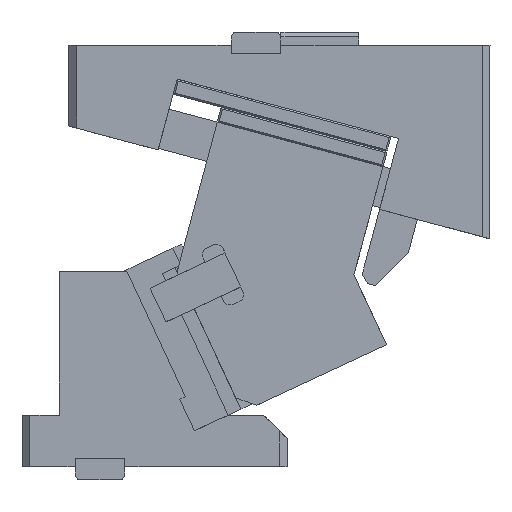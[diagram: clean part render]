
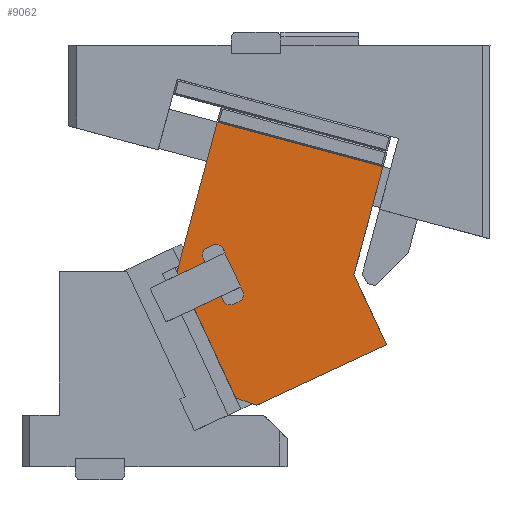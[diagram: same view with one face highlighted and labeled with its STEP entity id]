
A CAD part, front view. The second image highlights one B-rep face of the part: STEP entity #9062.
In plain terms, the highlighted planar face has unit normal (0, -1, 0).
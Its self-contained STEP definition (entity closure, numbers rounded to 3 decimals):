
#8210=CARTESIAN_POINT('Vertex',(233.665,0.,78.128)) ;
#8213=CARTESIAN_POINT('Line Origine',(191.975,0.,58.687)) ;
#8217=CARTESIAN_POINT('Vertex',(150.285,0.,39.247)) ;
#8243=CARTESIAN_POINT('Line Origine',(143.64,0.,41.665)) ;
#8247=CARTESIAN_POINT('Vertex',(136.996,0.,44.084)) ;
#8428=CARTESIAN_POINT('Vertex',(99.402,0.,124.704)) ;
#8431=CARTESIAN_POINT('Line Origine',(112.276,0.,172.749)) ;
#8435=CARTESIAN_POINT('Vertex',(125.149,0.,220.794)) ;
#8464=CARTESIAN_POINT('Vertex',(110.371,0.,101.181)) ;
#8480=CARTESIAN_POINT('Vertex',(100.228,0.,122.933)) ;
#8483=CARTESIAN_POINT('Line Origine',(99.815,0.,123.818)) ;
#8488=CARTESIAN_POINT('Line Origine',(123.683,0.,72.632)) ;
#8620=CARTESIAN_POINT('Vertex',(130.136,0.,136.879)) ;
#8648=CARTESIAN_POINT('Vertex',(117.448,0.,130.962)) ;
#8651=CARTESIAN_POINT('Line Origine',(108.838,0.,126.947)) ;
#8682=CARTESIAN_POINT('Vertex',(127.591,0.,109.211)) ;
#8685=CARTESIAN_POINT('Line Origine',(128.224,0.,107.851)) ;
#8689=CARTESIAN_POINT('Vertex',(128.858,0.,106.492)) ;
#8710=CARTESIAN_POINT('Vertex',(116.18,0.,133.681)) ;
#8713=CARTESIAN_POINT('Line Origine',(116.814,0.,132.322)) ;
#8783=CARTESIAN_POINT('Vertex',(141.547,0.,112.409)) ;
#8786=CARTESIAN_POINT('Line Origine',(140.913,0.,113.768)) ;
#8790=CARTESIAN_POINT('Vertex',(140.279,0.,115.128)) ;
#8798=CARTESIAN_POINT('Line Origine',(129.502,0.,138.238)) ;
#8802=CARTESIAN_POINT('Vertex',(128.868,0.,139.598)) ;
#8837=CARTESIAN_POINT('Vertex',(139.128,0.,105.764)) ;
#8842=CARTESIAN_POINT('Axis2P3D Location',(137.015,0.,110.296)) ;
#8868=CARTESIAN_POINT('Vertex',(135.503,0.,104.074)) ;
#8873=CARTESIAN_POINT('Line Origine',(137.316,0.,104.919)) ;
#8895=CARTESIAN_POINT('Axis2P3D Location',(133.39,0.,108.605)) ;
#8965=CARTESIAN_POINT('Axis2P3D Location',(124.337,0.,137.485)) ;
#8969=CARTESIAN_POINT('Vertex',(122.224,0.,142.016)) ;
#8984=CARTESIAN_POINT('Axis2P3D Location',(185.386,0.,59.098)) ;
#8989=CARTESIAN_POINT('Line Origine',(135.207,0.,126.003)) ;
#8994=CARTESIAN_POINT('Line Origine',(118.981,0.,105.196)) ;
#8999=CARTESIAN_POINT('Line Origine',(223.23,0.,100.506)) ;
#9003=CARTESIAN_POINT('Vertex',(212.795,0.,122.884)) ;
#9006=CARTESIAN_POINT('Line Origine',(222.098,0.,157.604)) ;
#9010=CARTESIAN_POINT('Vertex',(231.401,0.,192.323)) ;
#9013=CARTESIAN_POINT('Line Origine',(178.275,0.,206.558)) ;
#9019=CARTESIAN_POINT('Control Point',(116.18,0.,133.681)) ;
#9020=CARTESIAN_POINT('Control Point',(115.948,0.,134.178)) ;
#9021=CARTESIAN_POINT('Control Point',(115.785,0.,134.706)) ;
#9022=CARTESIAN_POINT('Control Point',(115.695,0.,135.253)) ;
#9023=CARTESIAN_POINT('Control Point',(115.668,0.,136.358)) ;
#9024=CARTESIAN_POINT('Control Point',(115.939,0.,137.43)) ;
#9025=CARTESIAN_POINT('Control Point',(116.147,0.,137.944)) ;
#9026=CARTESIAN_POINT('Control Point',(116.663,0.,138.839)) ;
#9027=CARTESIAN_POINT('Control Point',(117.386,0.,139.573)) ;
#9028=CARTESIAN_POINT('Control Point',(117.761,0.,139.873)) ;
#9029=CARTESIAN_POINT('Control Point',(118.168,0.,140.125)) ;
#9030=CARTESIAN_POINT('Control Point',(118.598,0.,140.326)) ;
#9031=CARTESIAN_POINT('Vertex',(118.598,0.,140.326)) ;
#9034=CARTESIAN_POINT('Line Origine',(120.411,0.,141.171)) ;
#8214=DIRECTION('Vector Direction',(0.906,0.,0.423)) ;
#8244=DIRECTION('Vector Direction',(-0.94,0.,0.342)) ;
#8432=DIRECTION('Vector Direction',(0.259,0.,0.966)) ;
#8484=DIRECTION('Vector Direction',(-0.423,0.,0.906)) ;
#8489=DIRECTION('Vector Direction',(-0.423,0.,0.906)) ;
#8652=DIRECTION('Vector Direction',(0.906,0.,0.423)) ;
#8686=DIRECTION('Vector Direction',(-0.423,0.,0.906)) ;
#8714=DIRECTION('Vector Direction',(-0.423,0.,0.906)) ;
#8787=DIRECTION('Vector Direction',(0.423,0.,-0.906)) ;
#8799=DIRECTION('Vector Direction',(0.423,0.,-0.906)) ;
#8843=DIRECTION('Axis2P3D Direction',(0.,-1.,0.)) ;
#8874=DIRECTION('Vector Direction',(0.906,0.,0.423)) ;
#8896=DIRECTION('Axis2P3D Direction',(0.,-1.,0.)) ;
#8966=DIRECTION('Axis2P3D Direction',(0.,-1.,0.)) ;
#8985=DIRECTION('Axis2P3D Direction',(0.,1.,0.)) ;
#8986=DIRECTION('Axis2P3D XDirection',(-0.423,0.,0.906)) ;
#8990=DIRECTION('Vector Direction',(0.423,0.,-0.906)) ;
#8995=DIRECTION('Vector Direction',(-0.906,0.,-0.423)) ;
#9000=DIRECTION('Vector Direction',(0.423,0.,-0.906)) ;
#9007=DIRECTION('Vector Direction',(-0.259,0.,-0.966)) ;
#9014=DIRECTION('Vector Direction',(-0.966,0.,0.259)) ;
#9035=DIRECTION('Vector Direction',(-0.906,0.,-0.423)) ;
#8844=AXIS2_PLACEMENT_3D('Circle Axis2P3D',#8842,#8843,$) ;
#8897=AXIS2_PLACEMENT_3D('Circle Axis2P3D',#8895,#8896,$) ;
#8967=AXIS2_PLACEMENT_3D('Circle Axis2P3D',#8965,#8966,$) ;
#8987=AXIS2_PLACEMENT_3D('Plane Axis2P3D',#8984,#8985,#8986) ;
#9040=ORIENTED_EDGE('',*,*,#8993,.T.) ;
#9041=ORIENTED_EDGE('',*,*,#8792,.T.) ;
#9042=ORIENTED_EDGE('',*,*,#8846,.F.) ;
#9043=ORIENTED_EDGE('',*,*,#8877,.F.) ;
#9044=ORIENTED_EDGE('',*,*,#8899,.F.) ;
#9045=ORIENTED_EDGE('',*,*,#8691,.F.) ;
#9046=ORIENTED_EDGE('',*,*,#8998,.T.) ;
#9047=ORIENTED_EDGE('',*,*,#8492,.F.) ;
#9048=ORIENTED_EDGE('',*,*,#8249,.F.) ;
#9049=ORIENTED_EDGE('',*,*,#8219,.T.) ;
#9050=ORIENTED_EDGE('',*,*,#9005,.F.) ;
#9051=ORIENTED_EDGE('',*,*,#9012,.F.) ;
#9052=ORIENTED_EDGE('',*,*,#9017,.T.) ;
#9053=ORIENTED_EDGE('',*,*,#8437,.F.) ;
#9054=ORIENTED_EDGE('',*,*,#8487,.F.) ;
#9055=ORIENTED_EDGE('',*,*,#8655,.T.) ;
#9056=ORIENTED_EDGE('',*,*,#8717,.F.) ;
#9057=ORIENTED_EDGE('',*,*,#9033,.F.) ;
#9058=ORIENTED_EDGE('',*,*,#9038,.F.) ;
#9059=ORIENTED_EDGE('',*,*,#8971,.F.) ;
#9060=ORIENTED_EDGE('',*,*,#8804,.T.) ;
#8215=VECTOR('Line Direction',#8214,1.) ;
#8245=VECTOR('Line Direction',#8244,1.) ;
#8433=VECTOR('Line Direction',#8432,1.) ;
#8485=VECTOR('Line Direction',#8484,1.) ;
#8490=VECTOR('Line Direction',#8489,1.) ;
#8653=VECTOR('Line Direction',#8652,1.) ;
#8687=VECTOR('Line Direction',#8686,1.) ;
#8715=VECTOR('Line Direction',#8714,1.) ;
#8788=VECTOR('Line Direction',#8787,1.) ;
#8800=VECTOR('Line Direction',#8799,1.) ;
#8875=VECTOR('Line Direction',#8874,1.) ;
#8991=VECTOR('Line Direction',#8990,1.) ;
#8996=VECTOR('Line Direction',#8995,1.) ;
#9001=VECTOR('Line Direction',#9000,1.) ;
#9008=VECTOR('Line Direction',#9007,1.) ;
#9015=VECTOR('Line Direction',#9014,1.) ;
#9036=VECTOR('Line Direction',#9035,1.) ;
#9062=ADVANCED_FACE('CAM SLIDER',(#9061),#8988,.F.) ;
#9018=B_SPLINE_CURVE_WITH_KNOTS('',5,(#9019,#9020,#9021,#9022,#9023,#9024,#9025,#9026,#9027,#9028,#9029,#9030),.UNSPECIFIED.,.F.,.U.,(6,3,3,6),(0.,3.873,7.746,11.107),.UNSPECIFIED.) ;
#8845=CIRCLE('generated circle',#8844,5.) ;
#8898=CIRCLE('generated circle',#8897,5.) ;
#8968=CIRCLE('generated circle',#8967,5.) ;
#8219=EDGE_CURVE('',#8218,#8211,#8216,.T.) ;
#8249=EDGE_CURVE('',#8218,#8248,#8246,.T.) ;
#8437=EDGE_CURVE('',#8429,#8436,#8434,.T.) ;
#8487=EDGE_CURVE('',#8481,#8429,#8486,.T.) ;
#8492=EDGE_CURVE('',#8248,#8465,#8491,.T.) ;
#8655=EDGE_CURVE('',#8481,#8649,#8654,.T.) ;
#8691=EDGE_CURVE('',#8683,#8690,#8688,.F.) ;
#8717=EDGE_CURVE('',#8711,#8649,#8716,.F.) ;
#8792=EDGE_CURVE('',#8791,#8784,#8789,.T.) ;
#8804=EDGE_CURVE('',#8803,#8621,#8801,.T.) ;
#8846=EDGE_CURVE('',#8838,#8784,#8845,.T.) ;
#8877=EDGE_CURVE('',#8869,#8838,#8876,.T.) ;
#8899=EDGE_CURVE('',#8690,#8869,#8898,.T.) ;
#8971=EDGE_CURVE('',#8803,#8970,#8968,.T.) ;
#8993=EDGE_CURVE('',#8621,#8791,#8992,.T.) ;
#8998=EDGE_CURVE('',#8683,#8465,#8997,.T.) ;
#9005=EDGE_CURVE('',#9004,#8211,#9002,.T.) ;
#9012=EDGE_CURVE('',#9011,#9004,#9009,.T.) ;
#9017=EDGE_CURVE('',#9011,#8436,#9016,.T.) ;
#9033=EDGE_CURVE('',#9032,#8711,#9018,.F.) ;
#9038=EDGE_CURVE('',#8970,#9032,#9037,.T.) ;
#9039=EDGE_LOOP('',(#9040,#9041,#9042,#9043,#9044,#9045,#9046,#9047,#9048,#9049,#9050,#9051,#9052,#9053,#9054,#9055,#9056,#9057,#9058,#9059,#9060)) ;
#9061=FACE_OUTER_BOUND('',#9039,.T.) ;
#8216=LINE('Line',#8213,#8215) ;
#8246=LINE('Line',#8243,#8245) ;
#8434=LINE('Line',#8431,#8433) ;
#8486=LINE('Line',#8483,#8485) ;
#8491=LINE('Line',#8488,#8490) ;
#8654=LINE('Line',#8651,#8653) ;
#8688=LINE('Line',#8685,#8687) ;
#8716=LINE('Line',#8713,#8715) ;
#8789=LINE('Line',#8786,#8788) ;
#8801=LINE('Line',#8798,#8800) ;
#8876=LINE('Line',#8873,#8875) ;
#8992=LINE('Line',#8989,#8991) ;
#8997=LINE('Line',#8994,#8996) ;
#9002=LINE('Line',#8999,#9001) ;
#9009=LINE('Line',#9006,#9008) ;
#9016=LINE('Line',#9013,#9015) ;
#9037=LINE('Line',#9034,#9036) ;
#8988=PLANE('Plane',#8987) ;
#8211=VERTEX_POINT('',#8210) ;
#8218=VERTEX_POINT('',#8217) ;
#8248=VERTEX_POINT('',#8247) ;
#8429=VERTEX_POINT('',#8428) ;
#8436=VERTEX_POINT('',#8435) ;
#8465=VERTEX_POINT('',#8464) ;
#8481=VERTEX_POINT('',#8480) ;
#8621=VERTEX_POINT('',#8620) ;
#8649=VERTEX_POINT('',#8648) ;
#8683=VERTEX_POINT('',#8682) ;
#8690=VERTEX_POINT('',#8689) ;
#8711=VERTEX_POINT('',#8710) ;
#8784=VERTEX_POINT('',#8783) ;
#8791=VERTEX_POINT('',#8790) ;
#8803=VERTEX_POINT('',#8802) ;
#8838=VERTEX_POINT('',#8837) ;
#8869=VERTEX_POINT('',#8868) ;
#8970=VERTEX_POINT('',#8969) ;
#9004=VERTEX_POINT('',#9003) ;
#9011=VERTEX_POINT('',#9010) ;
#9032=VERTEX_POINT('',#9031) ;
